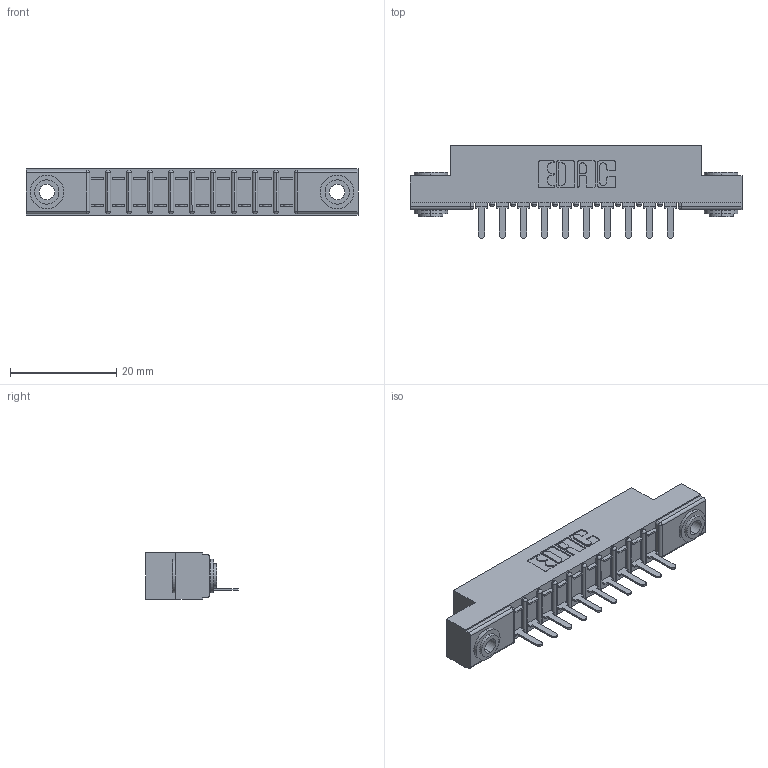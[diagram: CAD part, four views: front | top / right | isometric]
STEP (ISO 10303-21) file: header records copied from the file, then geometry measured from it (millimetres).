
FILE_DESCRIPTION (( 'STEP AP203' ), '1' );
FILE_NAME ('307-010-521-103.STEP', '2018-08-02T21:19:08', ( '' ), ( '' ), 'SwSTEP 2.0', 'SolidWorks 2016', '' );
FILE_SCHEMA (( 'CONFIG_CONTROL_DESIGN' ));
Length unit declared in the file: inch
Products named in the file (4): 307 Part_.156 Dia Mounting Holes; 307-290-002_521; 345-250-002_345-250-002-102; 307-010-521-103
Assembly tree (13 placements, depth 2):
  307-010-521-103
    307 Part_.156 Dia Mounting Holes
    307-290-002_521  x10
    345-250-002_345-250-002-102  x2
Bounding box: 62.64 x 17.42 x 8.71 mm (x, y, z)
Volume: 4130.7 mm3; surface area: 7095.8 mm2
Topology: 13 solids, 13 shells, 921 faces, 2755 edges, 1802 vertices
Faces by surface type: plane 544, cylinder 347, sphere 22, cone 8
Entity records: 14301 total; most frequent: CARTESIAN_POINT 2385, ORIENTED_EDGE 2366, DIRECTION 2347, EDGE_CURVE 1183, VECTOR 883, LINE 883, VERTEX_POINT 770, AXIS2_PLACEMENT_3D 732
